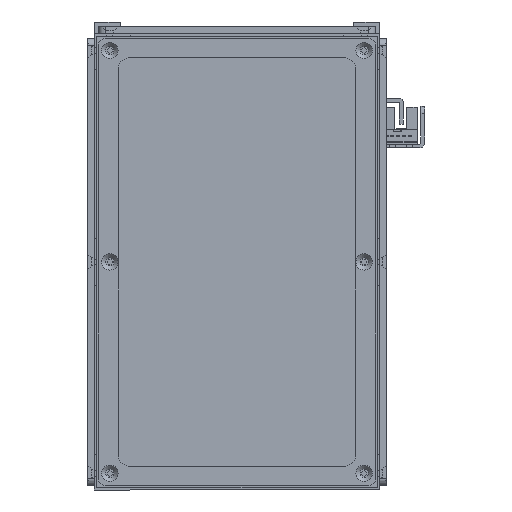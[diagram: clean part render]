
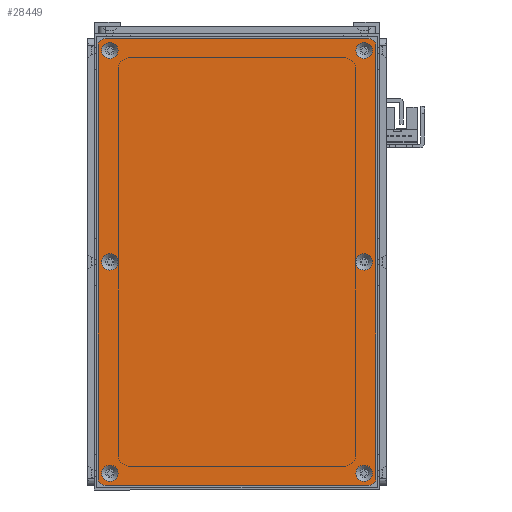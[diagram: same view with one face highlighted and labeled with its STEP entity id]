
A CAD part, front view. The second image highlights one B-rep face of the part: STEP entity #28449.
In plain terms, the highlighted planar face has unit normal (0, -1, 0).
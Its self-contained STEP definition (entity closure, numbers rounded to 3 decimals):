
#2310=FACE_BOUND('',#6760,.T.);
#2311=FACE_BOUND('',#6761,.T.);
#2312=FACE_BOUND('',#6762,.T.);
#2313=FACE_BOUND('',#6763,.T.);
#2314=FACE_BOUND('',#6764,.T.);
#2315=FACE_BOUND('',#6765,.T.);
#3525=CIRCLE('',#31403,3.45);
#3528=CIRCLE('',#31408,3.45);
#3531=CIRCLE('',#31413,3.45);
#3534=CIRCLE('',#31418,3.45);
#3537=CIRCLE('',#31423,3.45);
#3540=CIRCLE('',#31428,3.45);
#3543=CIRCLE('',#31433,3.);
#3545=CIRCLE('',#31436,3.);
#3546=CIRCLE('',#31437,3.);
#3547=CIRCLE('',#31438,3.);
#4958=FACE_OUTER_BOUND('',#6759,.T.);
#6759=EDGE_LOOP('',(#25807,#25808,#25809,#25810,#25811,#25812,#25813,#25814));
#6760=EDGE_LOOP('',(#25815));
#6761=EDGE_LOOP('',(#25816));
#6762=EDGE_LOOP('',(#25817));
#6763=EDGE_LOOP('',(#25818));
#6764=EDGE_LOOP('',(#25819));
#6765=EDGE_LOOP('',(#25820));
#9134=LINE('',#50556,#11516);
#9135=LINE('',#50560,#11517);
#9136=LINE('',#50564,#11518);
#9137=LINE('',#50567,#11519);
#11516=VECTOR('',#38966,10.);
#11517=VECTOR('',#38969,10.);
#11518=VECTOR('',#38972,10.);
#11519=VECTOR('',#38975,10.);
#14180=VERTEX_POINT('',#50486);
#14183=VERTEX_POINT('',#50496);
#14186=VERTEX_POINT('',#50506);
#14189=VERTEX_POINT('',#50516);
#14192=VERTEX_POINT('',#50526);
#14195=VERTEX_POINT('',#50536);
#14198=VERTEX_POINT('',#50546);
#14199=VERTEX_POINT('',#50547);
#14202=VERTEX_POINT('',#50555);
#14203=VERTEX_POINT('',#50557);
#14204=VERTEX_POINT('',#50559);
#14205=VERTEX_POINT('',#50561);
#14206=VERTEX_POINT('',#50563);
#14207=VERTEX_POINT('',#50565);
#18080=EDGE_CURVE('',#14180,#14180,#3525,.T.);
#18085=EDGE_CURVE('',#14183,#14183,#3528,.T.);
#18090=EDGE_CURVE('',#14186,#14186,#3531,.T.);
#18095=EDGE_CURVE('',#14189,#14189,#3534,.T.);
#18100=EDGE_CURVE('',#14192,#14192,#3537,.T.);
#18105=EDGE_CURVE('',#14195,#14195,#3540,.T.);
#18110=EDGE_CURVE('',#14198,#14199,#3543,.T.);
#18114=EDGE_CURVE('',#14198,#14202,#9134,.T.);
#18115=EDGE_CURVE('',#14203,#14202,#3545,.T.);
#18116=EDGE_CURVE('',#14203,#14204,#9135,.T.);
#18117=EDGE_CURVE('',#14205,#14204,#3546,.T.);
#18118=EDGE_CURVE('',#14205,#14206,#9136,.T.);
#18119=EDGE_CURVE('',#14207,#14206,#3547,.T.);
#18120=EDGE_CURVE('',#14207,#14199,#9137,.T.);
#25807=ORIENTED_EDGE('',*,*,#18110,.F.);
#25808=ORIENTED_EDGE('',*,*,#18114,.T.);
#25809=ORIENTED_EDGE('',*,*,#18115,.F.);
#25810=ORIENTED_EDGE('',*,*,#18116,.T.);
#25811=ORIENTED_EDGE('',*,*,#18117,.F.);
#25812=ORIENTED_EDGE('',*,*,#18118,.T.);
#25813=ORIENTED_EDGE('',*,*,#18119,.F.);
#25814=ORIENTED_EDGE('',*,*,#18120,.T.);
#25815=ORIENTED_EDGE('',*,*,#18080,.T.);
#25816=ORIENTED_EDGE('',*,*,#18085,.T.);
#25817=ORIENTED_EDGE('',*,*,#18090,.T.);
#25818=ORIENTED_EDGE('',*,*,#18095,.T.);
#25819=ORIENTED_EDGE('',*,*,#18100,.T.);
#25820=ORIENTED_EDGE('',*,*,#18105,.T.);
#27112=PLANE('',#31435);
#28449=ADVANCED_FACE('',(#4958,#2310,#2311,#2312,#2313,#2314,#2315),#27112,
 .T.);
#31403=AXIS2_PLACEMENT_3D('',#50487,#38886,#38887);
#31408=AXIS2_PLACEMENT_3D('',#50497,#38898,#38899);
#31413=AXIS2_PLACEMENT_3D('',#50507,#38910,#38911);
#31418=AXIS2_PLACEMENT_3D('',#50517,#38922,#38923);
#31423=AXIS2_PLACEMENT_3D('',#50527,#38934,#38935);
#31428=AXIS2_PLACEMENT_3D('',#50537,#38946,#38947);
#31433=AXIS2_PLACEMENT_3D('',#50548,#38958,#38959);
#31435=AXIS2_PLACEMENT_3D('',#50554,#38964,#38965);
#31436=AXIS2_PLACEMENT_3D('',#50558,#38967,#38968);
#31437=AXIS2_PLACEMENT_3D('',#50562,#38970,#38971);
#31438=AXIS2_PLACEMENT_3D('',#50566,#38973,#38974);
#38886=DIRECTION('center_axis',(0.,1.,0.));
#38887=DIRECTION('ref_axis',(1.,0.,0.));
#38898=DIRECTION('center_axis',(0.,1.,0.));
#38899=DIRECTION('ref_axis',(1.,0.,0.));
#38910=DIRECTION('center_axis',(0.,1.,0.));
#38911=DIRECTION('ref_axis',(1.,0.,0.));
#38922=DIRECTION('center_axis',(0.,1.,0.));
#38923=DIRECTION('ref_axis',(1.,0.,0.));
#38934=DIRECTION('center_axis',(0.,1.,0.));
#38935=DIRECTION('ref_axis',(1.,0.,0.));
#38946=DIRECTION('center_axis',(0.,1.,0.));
#38947=DIRECTION('ref_axis',(1.,0.,0.));
#38958=DIRECTION('center_axis',(0.,1.,0.));
#38959=DIRECTION('ref_axis',(-0.707,0.,0.707));
#38964=DIRECTION('center_axis',(0.,-1.,0.));
#38965=DIRECTION('ref_axis',(0.,0.,-1.));
#38966=DIRECTION('',(0.,0.,-1.));
#38967=DIRECTION('center_axis',(0.,1.,0.));
#38968=DIRECTION('ref_axis',(-0.707,0.,-0.707));
#38969=DIRECTION('',(1.,0.,0.));
#38970=DIRECTION('center_axis',(0.,1.,0.));
#38971=DIRECTION('ref_axis',(0.707,0.,-0.707));
#38972=DIRECTION('',(0.,0.,1.));
#38973=DIRECTION('center_axis',(0.,1.,0.));
#38974=DIRECTION('ref_axis',(0.707,0.,0.707));
#38975=DIRECTION('',(-1.,0.,0.));
#50486=CARTESIAN_POINT('',(85.55,-1.5,53.5));
#50487=CARTESIAN_POINT('Origin',(89.,-1.5,53.5));
#50496=CARTESIAN_POINT('',(-3.45,-1.5,-53.5));
#50497=CARTESIAN_POINT('Origin',(0.,-1.5,-53.5));
#50506=CARTESIAN_POINT('',(-92.45,-1.5,53.5));
#50507=CARTESIAN_POINT('Origin',(-89.,-1.5,53.5));
#50516=CARTESIAN_POINT('',(-92.45,-1.5,-53.5));
#50517=CARTESIAN_POINT('Origin',(-89.,-1.5,-53.5));
#50526=CARTESIAN_POINT('',(-3.45,-1.5,53.5));
#50527=CARTESIAN_POINT('Origin',(0.,-1.5,53.5));
#50536=CARTESIAN_POINT('',(85.55,-1.5,-53.5));
#50537=CARTESIAN_POINT('Origin',(89.,-1.5,-53.5));
#50546=CARTESIAN_POINT('',(-94.,-1.5,55.5));
#50547=CARTESIAN_POINT('',(-91.,-1.5,58.5));
#50548=CARTESIAN_POINT('Origin',(-91.,-1.5,55.5));
#50554=CARTESIAN_POINT('Origin',(0.,-1.5,0.));
#50555=CARTESIAN_POINT('',(-94.,-1.5,-55.5));
#50556=CARTESIAN_POINT('',(-94.,-1.5,58.5));
#50557=CARTESIAN_POINT('',(-91.,-1.5,-58.5));
#50558=CARTESIAN_POINT('Origin',(-91.,-1.5,-55.5));
#50559=CARTESIAN_POINT('',(91.,-1.5,-58.5));
#50560=CARTESIAN_POINT('',(-94.,-1.5,-58.5));
#50561=CARTESIAN_POINT('',(94.,-1.5,-55.5));
#50562=CARTESIAN_POINT('Origin',(91.,-1.5,-55.5));
#50563=CARTESIAN_POINT('',(94.,-1.5,55.5));
#50564=CARTESIAN_POINT('',(94.,-1.5,-58.5));
#50565=CARTESIAN_POINT('',(91.,-1.5,58.5));
#50566=CARTESIAN_POINT('Origin',(91.,-1.5,55.5));
#50567=CARTESIAN_POINT('',(94.,-1.5,58.5));
